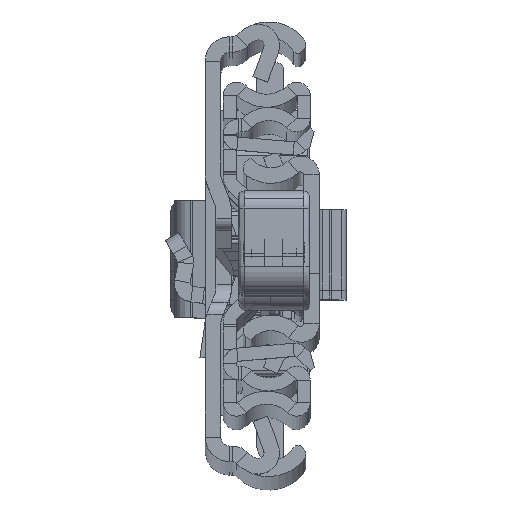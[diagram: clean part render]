
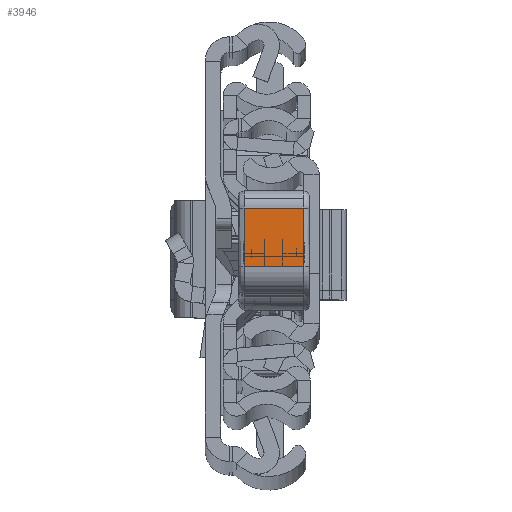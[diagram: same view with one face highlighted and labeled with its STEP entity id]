
A CAD part, top view. The second image highlights one B-rep face of the part: STEP entity #3946.
In plain terms, the highlighted face is planar.
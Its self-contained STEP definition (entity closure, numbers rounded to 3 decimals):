
#503 = LINE ( 'NONE', #9368, #13500 ) ;
#2864 = LINE ( 'NONE', #34814, #27945 ) ;
#3268 = EDGE_CURVE ( 'NONE', #31684, #16279, #503, .T. ) ;
#3946 = ADVANCED_FACE ( 'NONE', ( #16056 ), #10110, .F. ) ;
#4523 = DIRECTION ( 'NONE',  ( -0.027, -1., 0. ) ) ;
#8592 = LINE ( 'NONE', #16867, #32026 ) ;
#9368 = CARTESIAN_POINT ( 'NONE',  ( 39.55, -12.274, 0. ) ) ;
#10110 = PLANE ( 'NONE',  #12916 ) ;
#10452 = LINE ( 'NONE', #31016, #21975 ) ;
#12916 = AXIS2_PLACEMENT_3D ( 'NONE', #27797, #33738, #4523 ) ;
#13500 = VECTOR ( 'NONE', #21103, 1000. ) ;
#13739 = CARTESIAN_POINT ( 'NONE',  ( 39.55, -12.274, -10. ) ) ;
#14536 = DIRECTION ( 'NONE',  ( 0., 0., -1. ) ) ;
#15915 = EDGE_CURVE ( 'NONE', #16279, #27253, #8592, .T. ) ;
#15972 = CARTESIAN_POINT ( 'NONE',  ( 39.55, -12.274, 0. ) ) ;
#16056 = FACE_OUTER_BOUND ( 'NONE', #19649, .T. ) ;
#16279 = VERTEX_POINT ( 'NONE', #20071 ) ;
#16867 = CARTESIAN_POINT ( 'NONE',  ( 39.818, -2.465, -11. ) ) ;
#17704 = EDGE_CURVE ( 'NONE', #27253, #25843, #10452, .T. ) ;
#19649 = EDGE_LOOP ( 'NONE', ( #35120, #21349, #22080, #31207 ) ) ;
#20071 = CARTESIAN_POINT ( 'NONE',  ( 39.818, -2.465, 0. ) ) ;
#21103 = DIRECTION ( 'NONE',  ( 0.027, 1., 0. ) ) ;
#21349 = ORIENTED_EDGE ( 'NONE', *, *, #17704, .F. ) ;
#21975 = VECTOR ( 'NONE', #25269, 1000. ) ;
#22080 = ORIENTED_EDGE ( 'NONE', *, *, #15915, .F. ) ;
#25269 = DIRECTION ( 'NONE',  ( -0.027, -1., 0. ) ) ;
#25843 = VERTEX_POINT ( 'NONE', #13739 ) ;
#27253 = VERTEX_POINT ( 'NONE', #37973 ) ;
#27797 = CARTESIAN_POINT ( 'NONE',  ( 39.55, -12.274, -11. ) ) ;
#27945 = VECTOR ( 'NONE', #35570, 1000. ) ;
#31016 = CARTESIAN_POINT ( 'NONE',  ( 39.55, -12.274, -10. ) ) ;
#31207 = ORIENTED_EDGE ( 'NONE', *, *, #3268, .F. ) ;
#31684 = VERTEX_POINT ( 'NONE', #15972 ) ;
#32026 = VECTOR ( 'NONE', #14536, 1000. ) ;
#33738 = DIRECTION ( 'NONE',  ( -1., 0.027, 0. ) ) ;
#34814 = CARTESIAN_POINT ( 'NONE',  ( 39.55, -12.274, -11. ) ) ;
#35120 = ORIENTED_EDGE ( 'NONE', *, *, #35880, .F. ) ;
#35570 = DIRECTION ( 'NONE',  ( 0., 0., 1. ) ) ;
#35880 = EDGE_CURVE ( 'NONE', #25843, #31684, #2864, .T. ) ;
#37973 = CARTESIAN_POINT ( 'NONE',  ( 39.818, -2.465, -10. ) ) ;
